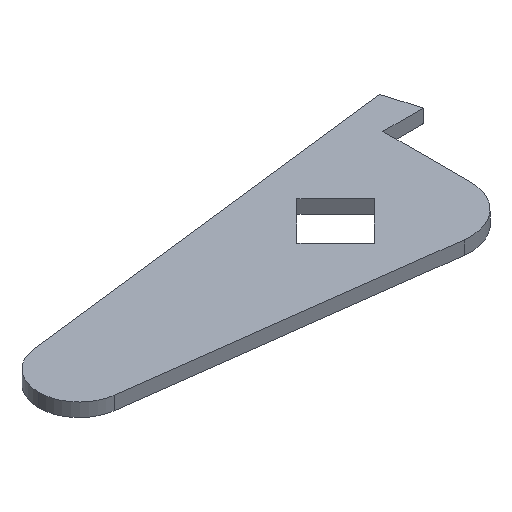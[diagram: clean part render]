
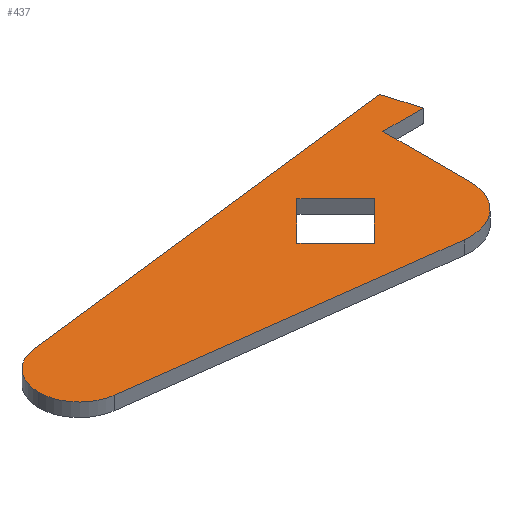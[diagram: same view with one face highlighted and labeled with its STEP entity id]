
A CAD part, isometric view. The second image highlights one B-rep face of the part: STEP entity #437.
In plain terms, the highlighted planar face has unit normal (0, 0, 1).
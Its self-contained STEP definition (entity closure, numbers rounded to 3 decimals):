
#6 = FACE_BOUND ( 'NONE', #168, .T. ) ;
#13 = AXIS2_PLACEMENT_3D ( 'NONE', #83, #82, #81 ) ;
#14 = VECTOR ( 'NONE', #74, 1000. ) ;
#15 = VECTOR ( 'NONE', #407, 1000. ) ;
#35 = VECTOR ( 'NONE', #500, 1000. ) ;
#37 = AXIS2_PLACEMENT_3D ( 'NONE', #90, #89, #88 ) ;
#43 = VECTOR ( 'NONE', #71, 1000. ) ;
#44 = VECTOR ( 'NONE', #78, 1000. ) ;
#48 = FACE_OUTER_BOUND ( 'NONE', #167, .T. ) ;
#50 = VECTOR ( 'NONE', #306, 1000. ) ;
#51 = AXIS2_PLACEMENT_3D ( 'NONE', #93, #92, #91 ) ;
#52 = AXIS2_PLACEMENT_3D ( 'NONE', #77, #70, #69 ) ;
#55 = CARTESIAN_POINT ( 'NONE',  ( -38.721, 5.957, 1. ) ) ;
#69 = DIRECTION ( 'NONE',  ( -1., 0., 0. ) ) ;
#70 = DIRECTION ( 'NONE',  ( 0., 0., 1. ) ) ;
#71 = DIRECTION ( 'NONE',  ( 0., 1., 0. ) ) ;
#72 = CARTESIAN_POINT ( 'NONE',  ( 15., 8., 1. ) ) ;
#73 = LINE ( 'NONE', #72, #43 ) ;
#74 = DIRECTION ( 'NONE',  ( 0.707, -0.707, 0. ) ) ;
#75 = CARTESIAN_POINT ( 'NONE',  ( -5.728, 0., 1. ) ) ;
#76 = LINE ( 'NONE', #75, #14 ) ;
#77 = CARTESIAN_POINT ( 'NONE',  ( 8., -5., 1. ) ) ;
#78 = DIRECTION ( 'NONE',  ( 1., 0., 0. ) ) ;
#79 = CARTESIAN_POINT ( 'NONE',  ( 21., 8., 1. ) ) ;
#80 = LINE ( 'NONE', #79, #44 ) ;
#81 = DIRECTION ( 'NONE',  ( -1., 0., 0. ) ) ;
#82 = DIRECTION ( 'NONE',  ( 0., 0., -1. ) ) ;
#83 = CARTESIAN_POINT ( 'NONE',  ( -38., 0., 1. ) ) ;
#84 = PLANE ( 'NONE',  #13 ) ;
#88 = DIRECTION ( 'NONE',  ( -1., 0., 0. ) ) ;
#89 = DIRECTION ( 'NONE',  ( 0., 0., 1. ) ) ;
#90 = CARTESIAN_POINT ( 'NONE',  ( -38., 0., 1. ) ) ;
#91 = DIRECTION ( 'NONE',  ( -1., 0., 0. ) ) ;
#92 = DIRECTION ( 'NONE',  ( 0., 0., 1. ) ) ;
#93 = CARTESIAN_POINT ( 'NONE',  ( -38., 0., 1. ) ) ;
#94 = CARTESIAN_POINT ( 'NONE',  ( 0., -5.728, 1. ) ) ;
#95 = CARTESIAN_POINT ( 'NONE',  ( 15., -5., 1. ) ) ;
#96 = CARTESIAN_POINT ( 'NONE',  ( -38.777, -5.949, 1. ) ) ;
#97 = CARTESIAN_POINT ( 'NONE',  ( 19.5, 13., 1. ) ) ;
#100 = CARTESIAN_POINT ( 'NONE',  ( 0., 5.728, 1. ) ) ;
#101 = CARTESIAN_POINT ( 'NONE',  ( 21., 8., 1. ) ) ;
#102 = CARTESIAN_POINT ( 'NONE',  ( -5.728, 0., 1. ) ) ;
#103 = CARTESIAN_POINT ( 'NONE',  ( 7.093, -11.941, 1. ) ) ;
#104 = CARTESIAN_POINT ( 'NONE',  ( 15., 8., 1. ) ) ;
#107 = CARTESIAN_POINT ( 'NONE',  ( -44., 0., 1. ) ) ;
#116 = CARTESIAN_POINT ( 'NONE',  ( 5.728, 0., 1. ) ) ;
#119 = ORIENTED_EDGE ( 'NONE', *, *, #468, .F. ) ;
#120 = ORIENTED_EDGE ( 'NONE', *, *, #478, .T. ) ;
#121 = ORIENTED_EDGE ( 'NONE', *, *, #472, .F. ) ;
#122 = ORIENTED_EDGE ( 'NONE', *, *, #462, .F. ) ;
#123 = ORIENTED_EDGE ( 'NONE', *, *, #439, .F. ) ;
#128 = ORIENTED_EDGE ( 'NONE', *, *, #442, .T. ) ;
#130 = ORIENTED_EDGE ( 'NONE', *, *, #429, .T. ) ;
#133 = ORIENTED_EDGE ( 'NONE', *, *, #474, .T. ) ;
#136 = ORIENTED_EDGE ( 'NONE', *, *, #426, .T. ) ;
#137 = ORIENTED_EDGE ( 'NONE', *, *, #440, .T. ) ;
#138 = ORIENTED_EDGE ( 'NONE', *, *, #441, .T. ) ;
#139 = ORIENTED_EDGE ( 'NONE', *, *, #438, .T. ) ;
#167 = EDGE_LOOP ( 'NONE', ( #130, #136, #128, #138, #137, #139, #120, #133 ) ) ;
#168 = EDGE_LOOP ( 'NONE', ( #119, #122, #121, #123 ) ) ;
#190 = VERTEX_POINT ( 'NONE', #55 ) ;
#191 = VERTEX_POINT ( 'NONE', #116 ) ;
#200 = VERTEX_POINT ( 'NONE', #107 ) ;
#203 = VERTEX_POINT ( 'NONE', #104 ) ;
#204 = VERTEX_POINT ( 'NONE', #103 ) ;
#205 = VERTEX_POINT ( 'NONE', #102 ) ;
#206 = VERTEX_POINT ( 'NONE', #101 ) ;
#207 = VERTEX_POINT ( 'NONE', #100 ) ;
#210 = VERTEX_POINT ( 'NONE', #97 ) ;
#211 = VERTEX_POINT ( 'NONE', #96 ) ;
#212 = VERTEX_POINT ( 'NONE', #95 ) ;
#214 = VERTEX_POINT ( 'NONE', #94 ) ;
#244 = LINE ( 'NONE', #307, #50 ) ;
#280 = DIRECTION ( 'NONE',  ( -0.287, 0.958, 0. ) ) ;
#282 = CARTESIAN_POINT ( 'NONE',  ( 21., 8., 1. ) ) ;
#284 = LINE ( 'NONE', #282, #336 ) ;
#289 = CARTESIAN_POINT ( 'NONE',  ( -38.721, 5.957, 1. ) ) ;
#290 = DIRECTION ( 'NONE',  ( -0.993, -0.12, 0. ) ) ;
#291 = LINE ( 'NONE', #289, #343 ) ;
#294 = DIRECTION ( 'NONE',  ( 0.707, 0.707, 0. ) ) ;
#296 = CARTESIAN_POINT ( 'NONE',  ( 0., -5.728, 1. ) ) ;
#301 = LINE ( 'NONE', #296, #346 ) ;
#306 = DIRECTION ( 'NONE',  ( -0.707, -0.707, 0. ) ) ;
#307 = CARTESIAN_POINT ( 'NONE',  ( 0., 5.728, 1. ) ) ;
#336 = VECTOR ( 'NONE', #280, 1000. ) ;
#343 = VECTOR ( 'NONE', #290, 1000. ) ;
#346 = VECTOR ( 'NONE', #294, 1000. ) ;
#407 = DIRECTION ( 'NONE',  ( 0.992, -0.13, 0. ) ) ;
#408 = CARTESIAN_POINT ( 'NONE',  ( -38.777, -5.949, 1. ) ) ;
#409 = LINE ( 'NONE', #408, #15 ) ;
#426 = EDGE_CURVE ( 'NONE', #200, #211, #435, .T. ) ;
#429 = EDGE_CURVE ( 'NONE', #190, #200, #432, .T. ) ;
#432 = CIRCLE ( 'NONE', #37, 6. ) ;
#433 = CIRCLE ( 'NONE', #52, 7. ) ;
#435 = CIRCLE ( 'NONE', #51, 6. ) ;
#437 = ADVANCED_FACE ( 'NONE', ( #48, #6 ), #84, .F. ) ;
#438 = EDGE_CURVE ( 'NONE', #203, #206, #80, .T. ) ;
#439 = EDGE_CURVE ( 'NONE', #205, #214, #76, .T. ) ;
#440 = EDGE_CURVE ( 'NONE', #212, #203, #73, .T. ) ;
#441 = EDGE_CURVE ( 'NONE', #204, #212, #433, .T. ) ;
#442 = EDGE_CURVE ( 'NONE', #211, #204, #409, .T. ) ;
#462 = EDGE_CURVE ( 'NONE', #191, #207, #508, .T. ) ;
#468 = EDGE_CURVE ( 'NONE', #207, #205, #244, .T. ) ;
#472 = EDGE_CURVE ( 'NONE', #214, #191, #301, .T. ) ;
#474 = EDGE_CURVE ( 'NONE', #210, #190, #291, .T. ) ;
#478 = EDGE_CURVE ( 'NONE', #206, #210, #284, .T. ) ;
#500 = DIRECTION ( 'NONE',  ( -0.707, 0.707, 0. ) ) ;
#502 = CARTESIAN_POINT ( 'NONE',  ( 5.728, 0., 1. ) ) ;
#508 = LINE ( 'NONE', #502, #35 ) ;
